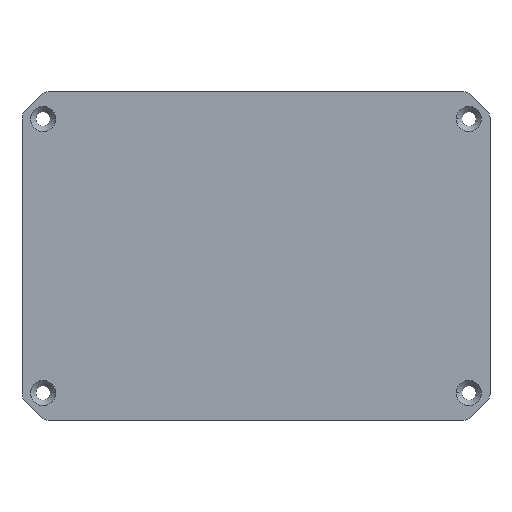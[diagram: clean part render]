
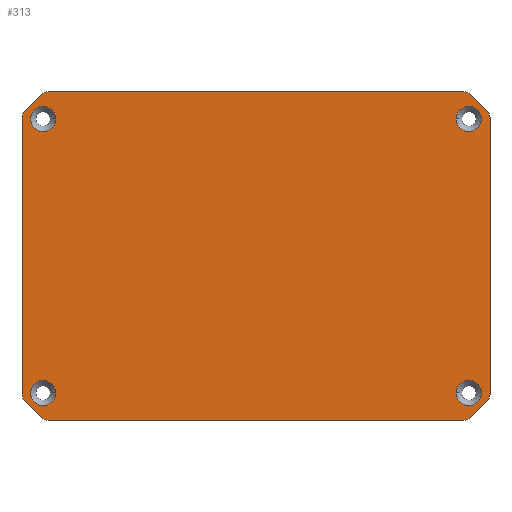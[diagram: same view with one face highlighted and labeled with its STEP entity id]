
A CAD part, top view. The second image highlights one B-rep face of the part: STEP entity #313.
In plain terms, the highlighted planar face has unit normal (0, 0, 1).
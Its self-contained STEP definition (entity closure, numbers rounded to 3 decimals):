
#24 = VERTEX_POINT('',#25);
#25 = CARTESIAN_POINT('',(-44.5,30.444,0.75));
#31 = EDGE_CURVE('',#24,#32,#34,.T.);
#32 = VERTEX_POINT('',#33);
#33 = CARTESIAN_POINT('',(-50.1,30.444,0.75));
#34 = CIRCLE('',#35,2.8);
#35 = AXIS2_PLACEMENT_3D('',#36,#37,#38);
#36 = CARTESIAN_POINT('',(-47.3,30.444,0.75));
#37 = DIRECTION('',(0.,0.,-1.));
#38 = DIRECTION('',(1.,0.,0.));
#66 = VERTEX_POINT('',#67);
#67 = CARTESIAN_POINT('',(50.1,30.444,0.75));
#73 = EDGE_CURVE('',#66,#74,#76,.T.);
#74 = VERTEX_POINT('',#75);
#75 = CARTESIAN_POINT('',(44.5,30.444,0.75));
#76 = CIRCLE('',#77,2.8);
#77 = AXIS2_PLACEMENT_3D('',#78,#79,#80);
#78 = CARTESIAN_POINT('',(47.3,30.444,0.75));
#79 = DIRECTION('',(0.,0.,-1.));
#80 = DIRECTION('',(1.,0.,0.));
#108 = VERTEX_POINT('',#109);
#109 = CARTESIAN_POINT('',(50.1,-30.444,0.75));
#115 = EDGE_CURVE('',#108,#116,#118,.T.);
#116 = VERTEX_POINT('',#117);
#117 = CARTESIAN_POINT('',(44.5,-30.444,0.75));
#118 = CIRCLE('',#119,2.8);
#119 = AXIS2_PLACEMENT_3D('',#120,#121,#122);
#120 = CARTESIAN_POINT('',(47.3,-30.444,0.75));
#121 = DIRECTION('',(0.,0.,-1.));
#122 = DIRECTION('',(1.,0.,0.));
#150 = VERTEX_POINT('',#151);
#151 = CARTESIAN_POINT('',(-44.5,-30.444,0.75));
#157 = EDGE_CURVE('',#150,#158,#160,.T.);
#158 = VERTEX_POINT('',#159);
#159 = CARTESIAN_POINT('',(-50.1,-30.444,0.75));
#160 = CIRCLE('',#161,2.8);
#161 = AXIS2_PLACEMENT_3D('',#162,#163,#164);
#162 = CARTESIAN_POINT('',(-47.3,-30.444,0.75));
#163 = DIRECTION('',(0.,0.,-1.));
#164 = DIRECTION('',(1.,0.,0.));
#313 = ADVANCED_FACE('',(#314,#324,#334,#344,#354),#492,.T.);
#314 = FACE_BOUND('',#315,.T.);
#315 = EDGE_LOOP('',(#316,#317));
#316 = ORIENTED_EDGE('',*,*,#157,.T.);
#317 = ORIENTED_EDGE('',*,*,#318,.T.);
#318 = EDGE_CURVE('',#158,#150,#319,.T.);
#319 = CIRCLE('',#320,2.8);
#320 = AXIS2_PLACEMENT_3D('',#321,#322,#323);
#321 = CARTESIAN_POINT('',(-47.3,-30.444,0.75));
#322 = DIRECTION('',(0.,0.,-1.));
#323 = DIRECTION('',(1.,0.,0.));
#324 = FACE_BOUND('',#325,.T.);
#325 = EDGE_LOOP('',(#326,#327));
#326 = ORIENTED_EDGE('',*,*,#115,.T.);
#327 = ORIENTED_EDGE('',*,*,#328,.T.);
#328 = EDGE_CURVE('',#116,#108,#329,.T.);
#329 = CIRCLE('',#330,2.8);
#330 = AXIS2_PLACEMENT_3D('',#331,#332,#333);
#331 = CARTESIAN_POINT('',(47.3,-30.444,0.75));
#332 = DIRECTION('',(0.,0.,-1.));
#333 = DIRECTION('',(1.,0.,0.));
#334 = FACE_BOUND('',#335,.T.);
#335 = EDGE_LOOP('',(#336,#337));
#336 = ORIENTED_EDGE('',*,*,#73,.T.);
#337 = ORIENTED_EDGE('',*,*,#338,.T.);
#338 = EDGE_CURVE('',#74,#66,#339,.T.);
#339 = CIRCLE('',#340,2.8);
#340 = AXIS2_PLACEMENT_3D('',#341,#342,#343);
#341 = CARTESIAN_POINT('',(47.3,30.444,0.75));
#342 = DIRECTION('',(0.,0.,-1.));
#343 = DIRECTION('',(1.,0.,0.));
#344 = FACE_BOUND('',#345,.T.);
#345 = EDGE_LOOP('',(#346,#347));
#346 = ORIENTED_EDGE('',*,*,#31,.T.);
#347 = ORIENTED_EDGE('',*,*,#348,.T.);
#348 = EDGE_CURVE('',#32,#24,#349,.T.);
#349 = CIRCLE('',#350,2.8);
#350 = AXIS2_PLACEMENT_3D('',#351,#352,#353);
#351 = CARTESIAN_POINT('',(-47.3,30.444,0.75));
#352 = DIRECTION('',(0.,0.,-1.));
#353 = DIRECTION('',(1.,0.,0.));
#354 = FACE_BOUND('',#355,.T.);
#355 = EDGE_LOOP('',(#356,#367,#375,#384,#392,#401,#409,#418,#426,#435,
    #443,#452,#460,#469,#477,#486));
#356 = ORIENTED_EDGE('',*,*,#357,.T.);
#357 = EDGE_CURVE('',#358,#360,#362,.T.);
#358 = VERTEX_POINT('',#359);
#359 = CARTESIAN_POINT('',(-46.172,36.494,0.75));
#360 = VERTEX_POINT('',#361);
#361 = CARTESIAN_POINT('',(-47.586,35.908,0.75));
#362 = CIRCLE('',#363,2.);
#363 = AXIS2_PLACEMENT_3D('',#364,#365,#366);
#364 = CARTESIAN_POINT('',(-46.172,34.494,0.75));
#365 = DIRECTION('',(0.,0.,1.));
#366 = DIRECTION('',(1.,0.,-0.));
#367 = ORIENTED_EDGE('',*,*,#368,.T.);
#368 = EDGE_CURVE('',#360,#369,#371,.T.);
#369 = VERTEX_POINT('',#370);
#370 = CARTESIAN_POINT('',(-51.414,32.08,0.75));
#371 = LINE('',#372,#373);
#372 = CARTESIAN_POINT('',(-47.586,35.908,0.75));
#373 = VECTOR('',#374,1.);
#374 = DIRECTION('',(-0.707,-0.707,0.));
#375 = ORIENTED_EDGE('',*,*,#376,.T.);
#376 = EDGE_CURVE('',#369,#377,#379,.T.);
#377 = VERTEX_POINT('',#378);
#378 = CARTESIAN_POINT('',(-52.,30.666,0.75));
#379 = CIRCLE('',#380,2.);
#380 = AXIS2_PLACEMENT_3D('',#381,#382,#383);
#381 = CARTESIAN_POINT('',(-50.,30.666,0.75));
#382 = DIRECTION('',(0.,0.,1.));
#383 = DIRECTION('',(1.,0.,-0.));
#384 = ORIENTED_EDGE('',*,*,#385,.T.);
#385 = EDGE_CURVE('',#377,#386,#388,.T.);
#386 = VERTEX_POINT('',#387);
#387 = CARTESIAN_POINT('',(-52.,-30.666,0.75));
#388 = LINE('',#389,#390);
#389 = CARTESIAN_POINT('',(-52.,30.666,0.75));
#390 = VECTOR('',#391,1.);
#391 = DIRECTION('',(0.,-1.,0.));
#392 = ORIENTED_EDGE('',*,*,#393,.T.);
#393 = EDGE_CURVE('',#386,#394,#396,.T.);
#394 = VERTEX_POINT('',#395);
#395 = CARTESIAN_POINT('',(-51.414,-32.08,0.75));
#396 = CIRCLE('',#397,2.);
#397 = AXIS2_PLACEMENT_3D('',#398,#399,#400);
#398 = CARTESIAN_POINT('',(-50.,-30.666,0.75));
#399 = DIRECTION('',(0.,0.,1.));
#400 = DIRECTION('',(1.,0.,-0.));
#401 = ORIENTED_EDGE('',*,*,#402,.T.);
#402 = EDGE_CURVE('',#394,#403,#405,.T.);
#403 = VERTEX_POINT('',#404);
#404 = CARTESIAN_POINT('',(-47.586,-35.908,0.75));
#405 = LINE('',#406,#407);
#406 = CARTESIAN_POINT('',(-47.586,-35.908,0.75));
#407 = VECTOR('',#408,1.);
#408 = DIRECTION('',(0.707,-0.707,-0.));
#409 = ORIENTED_EDGE('',*,*,#410,.T.);
#410 = EDGE_CURVE('',#403,#411,#413,.T.);
#411 = VERTEX_POINT('',#412);
#412 = CARTESIAN_POINT('',(-46.172,-36.494,0.75));
#413 = CIRCLE('',#414,2.);
#414 = AXIS2_PLACEMENT_3D('',#415,#416,#417);
#415 = CARTESIAN_POINT('',(-46.172,-34.494,0.75));
#416 = DIRECTION('',(0.,0.,1.));
#417 = DIRECTION('',(1.,0.,-0.));
#418 = ORIENTED_EDGE('',*,*,#419,.T.);
#419 = EDGE_CURVE('',#411,#420,#422,.T.);
#420 = VERTEX_POINT('',#421);
#421 = CARTESIAN_POINT('',(46.172,-36.494,0.75));
#422 = LINE('',#423,#424);
#423 = CARTESIAN_POINT('',(46.172,-36.494,0.75));
#424 = VECTOR('',#425,1.);
#425 = DIRECTION('',(1.,0.,-0.));
#426 = ORIENTED_EDGE('',*,*,#427,.T.);
#427 = EDGE_CURVE('',#420,#428,#430,.T.);
#428 = VERTEX_POINT('',#429);
#429 = CARTESIAN_POINT('',(47.586,-35.908,0.75));
#430 = CIRCLE('',#431,2.);
#431 = AXIS2_PLACEMENT_3D('',#432,#433,#434);
#432 = CARTESIAN_POINT('',(46.172,-34.494,0.75));
#433 = DIRECTION('',(0.,0.,1.));
#434 = DIRECTION('',(1.,0.,-0.));
#435 = ORIENTED_EDGE('',*,*,#436,.T.);
#436 = EDGE_CURVE('',#428,#437,#439,.T.);
#437 = VERTEX_POINT('',#438);
#438 = CARTESIAN_POINT('',(51.414,-32.08,0.75));
#439 = LINE('',#440,#441);
#440 = CARTESIAN_POINT('',(47.586,-35.908,0.75));
#441 = VECTOR('',#442,1.);
#442 = DIRECTION('',(0.707,0.707,0.));
#443 = ORIENTED_EDGE('',*,*,#444,.T.);
#444 = EDGE_CURVE('',#437,#445,#447,.T.);
#445 = VERTEX_POINT('',#446);
#446 = CARTESIAN_POINT('',(52.,-30.666,0.75));
#447 = CIRCLE('',#448,2.);
#448 = AXIS2_PLACEMENT_3D('',#449,#450,#451);
#449 = CARTESIAN_POINT('',(50.,-30.666,0.75));
#450 = DIRECTION('',(0.,0.,1.));
#451 = DIRECTION('',(1.,0.,-0.));
#452 = ORIENTED_EDGE('',*,*,#453,.T.);
#453 = EDGE_CURVE('',#445,#454,#456,.T.);
#454 = VERTEX_POINT('',#455);
#455 = CARTESIAN_POINT('',(52.,30.666,0.75));
#456 = LINE('',#457,#458);
#457 = CARTESIAN_POINT('',(52.,30.666,0.75));
#458 = VECTOR('',#459,1.);
#459 = DIRECTION('',(-0.,1.,-0.));
#460 = ORIENTED_EDGE('',*,*,#461,.T.);
#461 = EDGE_CURVE('',#454,#462,#464,.T.);
#462 = VERTEX_POINT('',#463);
#463 = CARTESIAN_POINT('',(51.414,32.08,0.75));
#464 = CIRCLE('',#465,2.);
#465 = AXIS2_PLACEMENT_3D('',#466,#467,#468);
#466 = CARTESIAN_POINT('',(50.,30.666,0.75));
#467 = DIRECTION('',(0.,0.,1.));
#468 = DIRECTION('',(1.,0.,-0.));
#469 = ORIENTED_EDGE('',*,*,#470,.T.);
#470 = EDGE_CURVE('',#462,#471,#473,.T.);
#471 = VERTEX_POINT('',#472);
#472 = CARTESIAN_POINT('',(47.586,35.908,0.75));
#473 = LINE('',#474,#475);
#474 = CARTESIAN_POINT('',(47.586,35.908,0.75));
#475 = VECTOR('',#476,1.);
#476 = DIRECTION('',(-0.707,0.707,-0.));
#477 = ORIENTED_EDGE('',*,*,#478,.T.);
#478 = EDGE_CURVE('',#471,#479,#481,.T.);
#479 = VERTEX_POINT('',#480);
#480 = CARTESIAN_POINT('',(46.172,36.494,0.75));
#481 = CIRCLE('',#482,2.);
#482 = AXIS2_PLACEMENT_3D('',#483,#484,#485);
#483 = CARTESIAN_POINT('',(46.172,34.494,0.75));
#484 = DIRECTION('',(0.,0.,1.));
#485 = DIRECTION('',(1.,0.,-0.));
#486 = ORIENTED_EDGE('',*,*,#487,.T.);
#487 = EDGE_CURVE('',#479,#358,#488,.T.);
#488 = LINE('',#489,#490);
#489 = CARTESIAN_POINT('',(-46.172,36.494,0.75));
#490 = VECTOR('',#491,1.);
#491 = DIRECTION('',(-1.,0.,-0.));
#492 = PLANE('',#493);
#493 = AXIS2_PLACEMENT_3D('',#494,#495,#496);
#494 = CARTESIAN_POINT('',(-46.172,34.494,0.75));
#495 = DIRECTION('',(0.,0.,1.));
#496 = DIRECTION('',(1.,0.,-0.));
